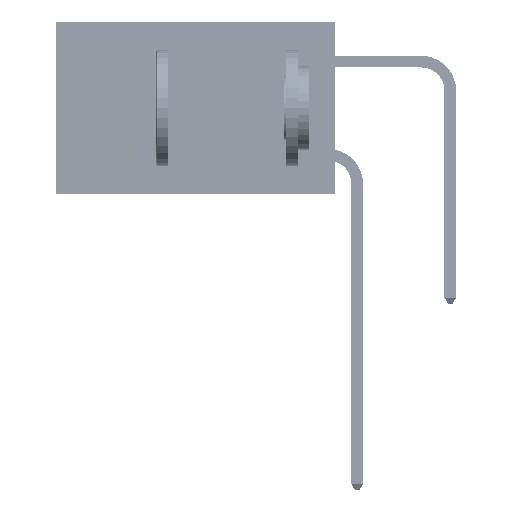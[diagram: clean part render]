
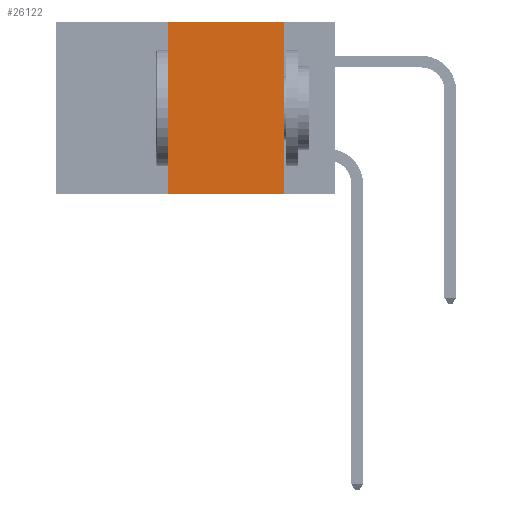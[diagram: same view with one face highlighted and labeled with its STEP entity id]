
A CAD part, left-side view. The second image highlights one B-rep face of the part: STEP entity #26122.
In plain terms, the highlighted planar face has unit normal (-1, 0, 0).
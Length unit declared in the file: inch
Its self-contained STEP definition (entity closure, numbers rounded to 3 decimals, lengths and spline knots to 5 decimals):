
#78 = DIRECTION ( 'NONE',  ( 0., 0., 1. ) ) ;
#163 = EDGE_LOOP ( 'NONE', ( #35819, #38227, #37946, #29696 ) ) ;
#2789 = LINE ( 'NONE', #49460, #34142 ) ;
#5596 = VERTEX_POINT ( 'NONE', #34198 ) ;
#6406 = LINE ( 'NONE', #13629, #39613 ) ;
#6584 = DIRECTION ( 'NONE',  ( 0., -1., 0. ) ) ;
#6743 = VECTOR ( 'NONE', #20415, 39.37008 ) ;
#9204 = EDGE_CURVE ( 'NONE', #27592, #5596, #2789, .T. ) ;
#10148 = AXIS2_PLACEMENT_3D ( 'NONE', #13453, #25792, #29734 ) ;
#11987 = VERTEX_POINT ( 'NONE', #13069 ) ;
#13069 = CARTESIAN_POINT ( 'NONE',  ( 0., 0.11, -0.37 ) ) ;
#13453 = CARTESIAN_POINT ( 'NONE',  ( 0., 0.6, 0. ) ) ;
#13629 = CARTESIAN_POINT ( 'NONE',  ( 0., 0.6, -0.37 ) ) ;
#18520 = VECTOR ( 'NONE', #6584, 39.37008 ) ;
#19090 = VERTEX_POINT ( 'NONE', #22469 ) ;
#20415 = DIRECTION ( 'NONE',  ( 0., 0., -1. ) ) ;
#22469 = CARTESIAN_POINT ( 'NONE',  ( 0., 0.11, 0. ) ) ;
#23372 = EDGE_CURVE ( 'NONE', #19090, #11987, #46387, .T. ) ;
#23388 = CARTESIAN_POINT ( 'NONE',  ( 0., 0.6, 0. ) ) ;
#25792 = DIRECTION ( 'NONE',  ( 1., 0., 0. ) ) ;
#26122 = ADVANCED_FACE ( 'NONE', ( #36940 ), #34369, .F. ) ;
#26327 = DIRECTION ( 'NONE',  ( 0., -1., 0. ) ) ;
#27465 = CARTESIAN_POINT ( 'NONE',  ( 0., 0.36, -0.37 ) ) ;
#27592 = VERTEX_POINT ( 'NONE', #27465 ) ;
#28629 = CARTESIAN_POINT ( 'NONE',  ( 0., 0.11, 0. ) ) ;
#29696 = ORIENTED_EDGE ( 'NONE', *, *, #48652, .T. ) ;
#29734 = DIRECTION ( 'NONE',  ( 0., 0., -1. ) ) ;
#34142 = VECTOR ( 'NONE', #78, 39.37008 ) ;
#34198 = CARTESIAN_POINT ( 'NONE',  ( 0., 0.36, 0. ) ) ;
#34369 = PLANE ( 'NONE',  #10148 ) ;
#35819 = ORIENTED_EDGE ( 'NONE', *, *, #23372, .F. ) ;
#36940 = FACE_OUTER_BOUND ( 'NONE', #163, .T. ) ;
#37946 = ORIENTED_EDGE ( 'NONE', *, *, #9204, .F. ) ;
#38227 = ORIENTED_EDGE ( 'NONE', *, *, #49548, .F. ) ;
#39613 = VECTOR ( 'NONE', #26327, 39.37008 ) ;
#46387 = LINE ( 'NONE', #28629, #6743 ) ;
#48652 = EDGE_CURVE ( 'NONE', #27592, #11987, #6406, .T. ) ;
#49460 = CARTESIAN_POINT ( 'NONE',  ( 0., 0.36, 0. ) ) ;
#49548 = EDGE_CURVE ( 'NONE', #5596, #19090, #52417, .T. ) ;
#52417 = LINE ( 'NONE', #23388, #18520 ) ;
